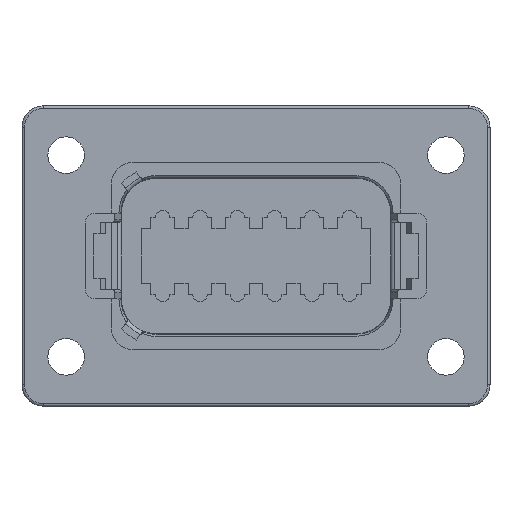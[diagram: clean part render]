
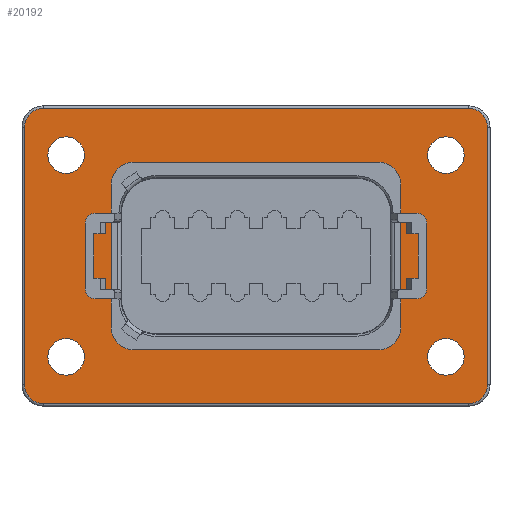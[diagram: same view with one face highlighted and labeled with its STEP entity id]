
A CAD part, front view. The second image highlights one B-rep face of the part: STEP entity #20192.
In plain terms, the highlighted planar face has unit normal (0, -1, 0).
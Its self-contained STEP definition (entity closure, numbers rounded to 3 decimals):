
#2=DIRECTION('',(0.,0.,1.));
#3=VECTOR('',#2,17.);
#4=CARTESIAN_POINT('',(-17.125,24.7,-8.5));
#5=LINE('',#4,#3);
#42=CARTESIAN_POINT('',(22.48,24.7,-11.94));
#43=DIRECTION('',(0.,1.,0.));
#44=DIRECTION('',(0.,0.,1.));
#45=AXIS2_PLACEMENT_3D('',#42,#43,#44);
#47=CARTESIAN_POINT('',(22.48,24.7,-11.94));
#48=DIRECTION('',(0.,1.,0.));
#49=DIRECTION('',(0.,0.,-1.));
#50=AXIS2_PLACEMENT_3D('',#47,#48,#49);
#52=CARTESIAN_POINT('',(22.48,24.7,11.94));
#53=DIRECTION('',(0.,1.,0.));
#54=DIRECTION('',(0.,0.,1.));
#55=AXIS2_PLACEMENT_3D('',#52,#53,#54);
#57=CARTESIAN_POINT('',(22.48,24.7,11.94));
#58=DIRECTION('',(0.,1.,0.));
#59=DIRECTION('',(0.,0.,-1.));
#60=AXIS2_PLACEMENT_3D('',#57,#58,#59);
#62=CARTESIAN_POINT('',(-22.48,24.7,-11.94));
#63=DIRECTION('',(0.,1.,0.));
#64=DIRECTION('',(0.,0.,1.));
#65=AXIS2_PLACEMENT_3D('',#62,#63,#64);
#67=CARTESIAN_POINT('',(-22.48,24.7,-11.94));
#68=DIRECTION('',(0.,1.,0.));
#69=DIRECTION('',(0.,0.,-1.));
#70=AXIS2_PLACEMENT_3D('',#67,#68,#69);
#72=CARTESIAN_POINT('',(-22.48,24.7,11.94));
#73=DIRECTION('',(0.,1.,0.));
#74=DIRECTION('',(0.,0.,1.));
#75=AXIS2_PLACEMENT_3D('',#72,#73,#74);
#77=CARTESIAN_POINT('',(-22.48,24.7,11.94));
#78=DIRECTION('',(0.,1.,0.));
#79=DIRECTION('',(0.,0.,-1.));
#80=AXIS2_PLACEMENT_3D('',#77,#78,#79);
#82=CARTESIAN_POINT('',(-25.16,24.7,-15.24));
#83=DIRECTION('',(0.,-1.,0.));
#84=DIRECTION('',(-1.,0.,0.));
#85=AXIS2_PLACEMENT_3D('',#82,#83,#84);
#87=DIRECTION('',(0.,0.,-1.));
#88=VECTOR('',#87,30.48);
#89=CARTESIAN_POINT('',(-27.4,24.7,15.24));
#90=LINE('',#89,#88);
#91=CARTESIAN_POINT('',(-25.16,24.7,15.24));
#92=DIRECTION('',(0.,-1.,0.));
#93=DIRECTION('',(0.,0.,1.));
#94=AXIS2_PLACEMENT_3D('',#91,#92,#93);
#96=DIRECTION('',(-1.,0.,0.));
#97=VECTOR('',#96,50.32);
#98=CARTESIAN_POINT('',(25.16,24.7,17.48));
#99=LINE('',#98,#97);
#100=CARTESIAN_POINT('',(25.16,24.7,15.24));
#101=DIRECTION('',(0.,-1.,0.));
#102=DIRECTION('',(1.,0.,0.));
#103=AXIS2_PLACEMENT_3D('',#100,#101,#102);
#105=DIRECTION('',(0.,0.,1.));
#106=VECTOR('',#105,30.48);
#107=CARTESIAN_POINT('',(27.4,24.7,-15.24));
#108=LINE('',#107,#106);
#109=CARTESIAN_POINT('',(25.16,24.7,-15.24));
#110=DIRECTION('',(0.,-1.,0.));
#111=DIRECTION('',(0.,0.,-1.));
#112=AXIS2_PLACEMENT_3D('',#109,#110,#111);
#114=DIRECTION('',(1.,0.,0.));
#115=VECTOR('',#114,50.32);
#116=CARTESIAN_POINT('',(-25.16,24.7,-17.48));
#117=LINE('',#116,#115);
#334=DIRECTION('',(-1.,0.,0.));
#335=VECTOR('',#334,29.05);
#336=CARTESIAN_POINT('',(14.525,24.7,-11.1));
#337=LINE('',#336,#335);
#394=CARTESIAN_POINT('',(-14.525,24.7,-8.5));
#395=DIRECTION('',(0.,-1.,0.));
#396=DIRECTION('',(-1.,0.,0.));
#397=AXIS2_PLACEMENT_3D('',#394,#395,#396);
#2539=DIRECTION('',(0.,0.,-1.));
#2540=VECTOR('',#2539,17.);
#2541=CARTESIAN_POINT('',(17.125,24.7,8.5));
#2542=LINE('',#2541,#2540);
#2575=CARTESIAN_POINT('',(14.525,24.7,-8.5));
#2576=DIRECTION('',(0.,-1.,0.));
#2577=DIRECTION('',(0.,0.,-1.));
#2578=AXIS2_PLACEMENT_3D('',#2575,#2576,#2577);
#2725=CARTESIAN_POINT('',(14.525,24.7,8.5));
#2726=DIRECTION('',(0.,-1.,0.));
#2727=DIRECTION('',(1.,0.,0.));
#2728=AXIS2_PLACEMENT_3D('',#2725,#2726,#2727);
#2735=DIRECTION('',(1.,0.,0.));
#2736=VECTOR('',#2735,29.05);
#2737=CARTESIAN_POINT('',(-14.525,24.7,11.1));
#2738=LINE('',#2737,#2736);
#2751=CARTESIAN_POINT('',(-14.525,24.7,8.5));
#2752=DIRECTION('',(0.,-1.,0.));
#2753=DIRECTION('',(0.,0.,1.));
#2754=AXIS2_PLACEMENT_3D('',#2751,#2752,#2753);
#19058=CARTESIAN_POINT('',(22.48,24.7,-9.78));
#19059=CARTESIAN_POINT('',(22.48,24.7,-14.1));
#19060=VERTEX_POINT('',#19058);
#19061=VERTEX_POINT('',#19059);
#19062=CARTESIAN_POINT('',(22.48,24.7,14.1));
#19063=CARTESIAN_POINT('',(22.48,24.7,9.78));
#19064=VERTEX_POINT('',#19062);
#19065=VERTEX_POINT('',#19063);
#19066=CARTESIAN_POINT('',(-22.48,24.7,-9.78));
#19067=CARTESIAN_POINT('',(-22.48,24.7,-14.1));
#19068=VERTEX_POINT('',#19066);
#19069=VERTEX_POINT('',#19067);
#19070=CARTESIAN_POINT('',(-22.48,24.7,14.1));
#19071=CARTESIAN_POINT('',(-22.48,24.7,9.78));
#19072=VERTEX_POINT('',#19070);
#19073=VERTEX_POINT('',#19071);
#19090=CARTESIAN_POINT('',(-27.4,24.7,-15.24));
#19091=CARTESIAN_POINT('',(-25.16,24.7,-17.48));
#19092=VERTEX_POINT('',#19090);
#19093=VERTEX_POINT('',#19091);
#19098=CARTESIAN_POINT('',(25.16,24.7,-17.48));
#19099=VERTEX_POINT('',#19098);
#19102=CARTESIAN_POINT('',(27.4,24.7,-15.24));
#19103=VERTEX_POINT('',#19102);
#19106=CARTESIAN_POINT('',(27.4,24.7,15.24));
#19107=VERTEX_POINT('',#19106);
#19110=CARTESIAN_POINT('',(25.16,24.7,17.48));
#19111=VERTEX_POINT('',#19110);
#19114=CARTESIAN_POINT('',(-25.16,24.7,17.48));
#19115=VERTEX_POINT('',#19114);
#19118=CARTESIAN_POINT('',(-27.4,24.7,15.24));
#19119=VERTEX_POINT('',#19118);
#19122=CARTESIAN_POINT('',(-17.125,24.7,-8.5));
#19123=CARTESIAN_POINT('',(-17.125,24.7,8.5));
#19124=VERTEX_POINT('',#19122);
#19125=VERTEX_POINT('',#19123);
#19126=CARTESIAN_POINT('',(-14.525,24.7,11.1));
#19127=CARTESIAN_POINT('',(14.525,24.7,11.1));
#19128=VERTEX_POINT('',#19126);
#19129=VERTEX_POINT('',#19127);
#19130=CARTESIAN_POINT('',(17.125,24.7,8.5));
#19131=CARTESIAN_POINT('',(17.125,24.7,-8.5));
#19132=VERTEX_POINT('',#19130);
#19133=VERTEX_POINT('',#19131);
#19134=CARTESIAN_POINT('',(14.525,24.7,-11.1));
#19135=CARTESIAN_POINT('',(-14.525,24.7,-11.1));
#19136=VERTEX_POINT('',#19134);
#19137=VERTEX_POINT('',#19135);
#20128=CARTESIAN_POINT('',(0.,24.7,0.));
#20129=DIRECTION('',(0.,1.,0.));
#20130=DIRECTION('',(1.,0.,0.));
#20131=AXIS2_PLACEMENT_3D('',#20128,#20129,#20130);
#20132=PLANE('',#20131);
#20134=ORIENTED_EDGE('',*,*,#20133,.F.);
#20136=ORIENTED_EDGE('',*,*,#20135,.F.);
#20138=ORIENTED_EDGE('',*,*,#20137,.F.);
#20140=ORIENTED_EDGE('',*,*,#20139,.F.);
#20142=ORIENTED_EDGE('',*,*,#20141,.F.);
#20144=ORIENTED_EDGE('',*,*,#20143,.F.);
#20146=ORIENTED_EDGE('',*,*,#20145,.F.);
#20148=ORIENTED_EDGE('',*,*,#20147,.F.);
#20149=EDGE_LOOP('',(#20134,#20136,#20138,#20140,#20142,#20144,#20146,#20148));
#20150=FACE_OUTER_BOUND('',#20149,.F.);
#20152=ORIENTED_EDGE('',*,*,#20151,.F.);
#20154=ORIENTED_EDGE('',*,*,#20153,.F.);
#20155=EDGE_LOOP('',(#20152,#20154));
#20156=FACE_BOUND('',#20155,.F.);
#20158=ORIENTED_EDGE('',*,*,#20157,.F.);
#20160=ORIENTED_EDGE('',*,*,#20159,.F.);
#20161=EDGE_LOOP('',(#20158,#20160));
#20162=FACE_BOUND('',#20161,.F.);
#20164=ORIENTED_EDGE('',*,*,#20163,.F.);
#20166=ORIENTED_EDGE('',*,*,#20165,.F.);
#20167=EDGE_LOOP('',(#20164,#20166));
#20168=FACE_BOUND('',#20167,.F.);
#20170=ORIENTED_EDGE('',*,*,#20169,.F.);
#20172=ORIENTED_EDGE('',*,*,#20171,.F.);
#20173=EDGE_LOOP('',(#20170,#20172));
#20174=FACE_BOUND('',#20173,.F.);
#20175=ORIENTED_EDGE('',*,*,#20097,.F.);
#20177=ORIENTED_EDGE('',*,*,#20176,.T.);
#20179=ORIENTED_EDGE('',*,*,#20178,.F.);
#20181=ORIENTED_EDGE('',*,*,#20180,.T.);
#20183=ORIENTED_EDGE('',*,*,#20182,.F.);
#20185=ORIENTED_EDGE('',*,*,#20184,.T.);
#20187=ORIENTED_EDGE('',*,*,#20186,.F.);
#20189=ORIENTED_EDGE('',*,*,#20188,.T.);
#20190=EDGE_LOOP('',(#20175,#20177,#20179,#20181,#20183,#20185,#20187,#20189));
#20191=FACE_BOUND('',#20190,.F.);
#20192=ADVANCED_FACE('',(#20150,#20156,#20162,#20168,#20174,#20191),#20132,.F.);
#46=CIRCLE('',#45,2.16);
#51=CIRCLE('',#50,2.16);
#56=CIRCLE('',#55,2.16);
#61=CIRCLE('',#60,2.16);
#66=CIRCLE('',#65,2.16);
#71=CIRCLE('',#70,2.16);
#76=CIRCLE('',#75,2.16);
#81=CIRCLE('',#80,2.16);
#86=CIRCLE('',#85,2.24);
#95=CIRCLE('',#94,2.24);
#104=CIRCLE('',#103,2.24);
#113=CIRCLE('',#112,2.24);
#398=CIRCLE('',#397,2.6);
#2579=CIRCLE('',#2578,2.6);
#2729=CIRCLE('',#2728,2.6);
#2755=CIRCLE('',#2754,2.6);
#20097=EDGE_CURVE('',#19124,#19125,#5,.T.);
#20133=EDGE_CURVE('',#19092,#19093,#86,.T.);
#20135=EDGE_CURVE('',#19119,#19092,#90,.T.);
#20137=EDGE_CURVE('',#19115,#19119,#95,.T.);
#20139=EDGE_CURVE('',#19111,#19115,#99,.T.);
#20141=EDGE_CURVE('',#19107,#19111,#104,.T.);
#20143=EDGE_CURVE('',#19103,#19107,#108,.T.);
#20145=EDGE_CURVE('',#19099,#19103,#113,.T.);
#20147=EDGE_CURVE('',#19093,#19099,#117,.T.);
#20151=EDGE_CURVE('',#19064,#19065,#56,.T.);
#20153=EDGE_CURVE('',#19065,#19064,#61,.T.);
#20157=EDGE_CURVE('',#19068,#19069,#66,.T.);
#20159=EDGE_CURVE('',#19069,#19068,#71,.T.);
#20163=EDGE_CURVE('',#19072,#19073,#76,.T.);
#20165=EDGE_CURVE('',#19073,#19072,#81,.T.);
#20169=EDGE_CURVE('',#19060,#19061,#46,.T.);
#20171=EDGE_CURVE('',#19061,#19060,#51,.T.);
#20176=EDGE_CURVE('',#19124,#19137,#398,.T.);
#20178=EDGE_CURVE('',#19136,#19137,#337,.T.);
#20180=EDGE_CURVE('',#19136,#19133,#2579,.T.);
#20182=EDGE_CURVE('',#19132,#19133,#2542,.T.);
#20184=EDGE_CURVE('',#19132,#19129,#2729,.T.);
#20186=EDGE_CURVE('',#19128,#19129,#2738,.T.);
#20188=EDGE_CURVE('',#19128,#19125,#2755,.T.);
